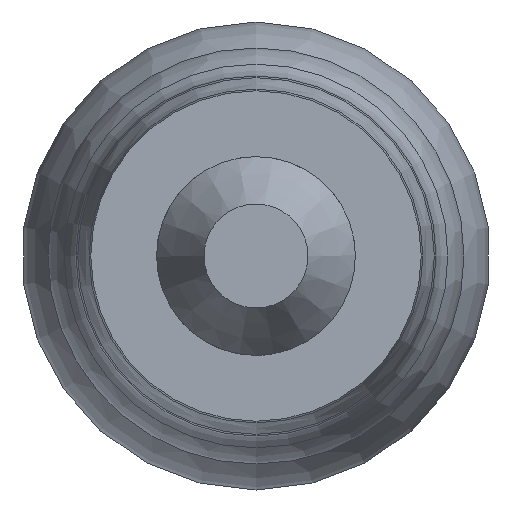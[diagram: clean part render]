
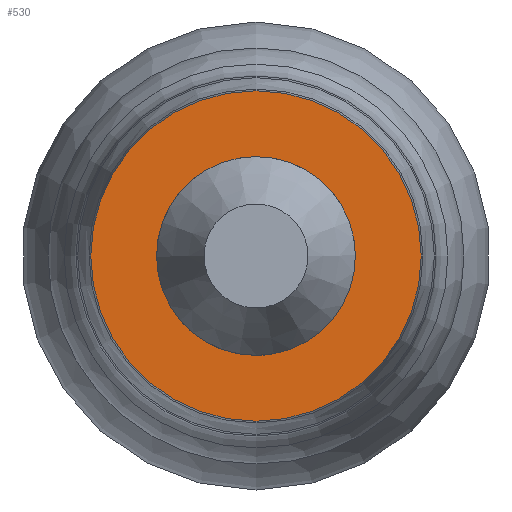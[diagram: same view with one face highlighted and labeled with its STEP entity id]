
A CAD part, left-side view. The second image highlights one B-rep face of the part: STEP entity #530.
In plain terms, the highlighted planar face has unit normal (-1, 0, 0).
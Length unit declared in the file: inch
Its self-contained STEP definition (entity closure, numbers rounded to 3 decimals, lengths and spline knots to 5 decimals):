
#35 = VERTEX_POINT ( 'NONE', #328 ) ;
#37 = EDGE_LOOP ( 'NONE', ( #417 ) ) ;
#62 = EDGE_CURVE ( 'NONE', #35, #35, #74, .T. ) ;
#74 = CIRCLE ( 'NONE', #449, 0.02065 ) ;
#104 = CIRCLE ( 'NONE', #365, 0.01243 ) ;
#148 = CARTESIAN_POINT ( 'NONE',  ( 0., 0., -0.01243 ) ) ;
#173 = DIRECTION ( 'NONE',  ( -1., 0., 0. ) ) ;
#228 = DIRECTION ( 'NONE',  ( 0., 0., 1. ) ) ;
#269 = ORIENTED_EDGE ( 'NONE', *, *, #337, .F. ) ;
#295 = FACE_BOUND ( 'NONE', #632, .T. ) ;
#328 = CARTESIAN_POINT ( 'NONE',  ( 0., 0., 0.02065 ) ) ;
#330 = VERTEX_POINT ( 'NONE', #148 ) ;
#334 = CARTESIAN_POINT ( 'NONE',  ( 0., 0., 0. ) ) ;
#337 = EDGE_CURVE ( 'NONE', #330, #330, #104, .T. ) ;
#338 = CARTESIAN_POINT ( 'NONE',  ( 0., 0.02065, 0. ) ) ;
#365 = AXIS2_PLACEMENT_3D ( 'NONE', #641, #538, #639 ) ;
#417 = ORIENTED_EDGE ( 'NONE', *, *, #62, .T. ) ;
#446 = DIRECTION ( 'NONE',  ( 1., 0., 0. ) ) ;
#449 = AXIS2_PLACEMENT_3D ( 'NONE', #334, #173, #228 ) ;
#497 = PLANE ( 'NONE',  #536 ) ;
#530 = ADVANCED_FACE ( 'NONE', ( #295, #553 ), #497, .F. ) ;
#536 = AXIS2_PLACEMENT_3D ( 'NONE', #338, #446, #547 ) ;
#538 = DIRECTION ( 'NONE',  ( -1., 0., 0. ) ) ;
#547 = DIRECTION ( 'NONE',  ( 0., 0., -1. ) ) ;
#553 = FACE_OUTER_BOUND ( 'NONE', #37, .T. ) ;
#632 = EDGE_LOOP ( 'NONE', ( #269 ) ) ;
#639 = DIRECTION ( 'NONE',  ( 0., 0., -1. ) ) ;
#641 = CARTESIAN_POINT ( 'NONE',  ( 0., 0., 0. ) ) ;
